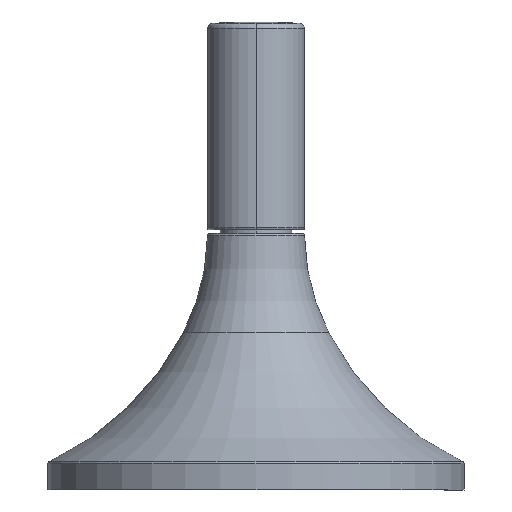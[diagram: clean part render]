
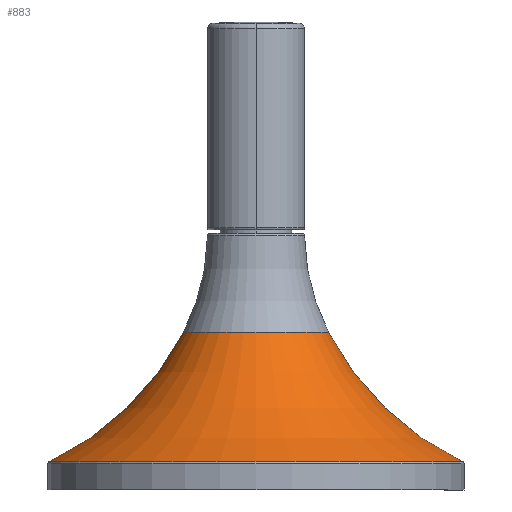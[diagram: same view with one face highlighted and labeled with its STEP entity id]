
A CAD part, front view. The second image highlights one B-rep face of the part: STEP entity #883.
In plain terms, the highlighted toroidal (fillet/blend) face has major radius 47.77 mm and minor radius 42 mm.
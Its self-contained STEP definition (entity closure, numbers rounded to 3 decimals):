
#13 = AXIS2_PLACEMENT_3D ( 'NONE', #45, #1305, #240 ) ;
#45 = CARTESIAN_POINT ( 'NONE',  ( 0., -14.243, 0. ) ) ;
#78 = DIRECTION ( 'NONE',  ( 0., 1., 0. ) ) ;
#87 = EDGE_CURVE ( 'NONE', #1262, #1362, #1798, .T. ) ;
#141 = CIRCLE ( 'NONE', #1628, 29.828 ) ;
#189 = DIRECTION ( 'NONE',  ( -1., 0., 0. ) ) ;
#212 = TOROIDAL_SURFACE ( 'NONE', #315, 47.77, 42. ) ;
#233 = DIRECTION ( 'NONE',  ( 1., 0., 0. ) ) ;
#240 = DIRECTION ( 'NONE',  ( -1., 0., 0. ) ) ;
#315 = AXIS2_PLACEMENT_3D ( 'NONE', #2062, #78, #636 ) ;
#384 = EDGE_CURVE ( 'NONE', #1442, #1262, #2004, .T. ) ;
#471 = AXIS2_PLACEMENT_3D ( 'NONE', #2324, #1253, #189 ) ;
#511 = EDGE_CURVE ( 'NONE', #1462, #1362, #141, .T. ) ;
#583 = AXIS2_PLACEMENT_3D ( 'NONE', #1050, #1298, #233 ) ;
#633 = EDGE_CURVE ( 'NONE', #1442, #1462, #955, .T. ) ;
#636 = DIRECTION ( 'NONE',  ( -1., 0., 0. ) ) ;
#681 = FACE_OUTER_BOUND ( 'NONE', #1817, .T. ) ;
#855 = DIRECTION ( 'NONE',  ( 0., 1., 0. ) ) ;
#883 = ADVANCED_FACE ( 'NONE', ( #681 ), #212, .F. ) ;
#955 = CIRCLE ( 'NONE', #471, 42. ) ;
#991 = ORIENTED_EDGE ( 'NONE', *, *, #633, .T. ) ;
#1050 = CARTESIAN_POINT ( 'NONE',  ( 47.77, 5.056, 0. ) ) ;
#1065 = ORIENTED_EDGE ( 'NONE', *, *, #384, .F. ) ;
#1090 = CARTESIAN_POINT ( 'NONE',  ( 10.466, -14.243, 0. ) ) ;
#1114 = CARTESIAN_POINT ( 'NONE',  ( 29.828, -32.919, 0. ) ) ;
#1253 = DIRECTION ( 'NONE',  ( 0., 0., -1. ) ) ;
#1262 = VERTEX_POINT ( 'NONE', #1090 ) ;
#1298 = DIRECTION ( 'NONE',  ( 0., 0., 1. ) ) ;
#1305 = DIRECTION ( 'NONE',  ( 0., 1., 0. ) ) ;
#1353 = ORIENTED_EDGE ( 'NONE', *, *, #87, .F. ) ;
#1362 = VERTEX_POINT ( 'NONE', #1114 ) ;
#1442 = VERTEX_POINT ( 'NONE', #2290 ) ;
#1462 = VERTEX_POINT ( 'NONE', #1599 ) ;
#1469 = ORIENTED_EDGE ( 'NONE', *, *, #511, .T. ) ;
#1599 = CARTESIAN_POINT ( 'NONE',  ( -29.828, -32.919, 0. ) ) ;
#1628 = AXIS2_PLACEMENT_3D ( 'NONE', #1944, #855, #2117 ) ;
#1798 = CIRCLE ( 'NONE', #583, 42. ) ;
#1817 = EDGE_LOOP ( 'NONE', ( #1353, #1065, #991, #1469 ) ) ;
#1944 = CARTESIAN_POINT ( 'NONE',  ( 0., -32.919, 0. ) ) ;
#2004 = CIRCLE ( 'NONE', #13, 10.466 ) ;
#2062 = CARTESIAN_POINT ( 'NONE',  ( 0., 5.056, 0. ) ) ;
#2117 = DIRECTION ( 'NONE',  ( -1., 0., 0. ) ) ;
#2290 = CARTESIAN_POINT ( 'NONE',  ( -10.466, -14.243, 0. ) ) ;
#2324 = CARTESIAN_POINT ( 'NONE',  ( -47.77, 5.056, 0. ) ) ;
